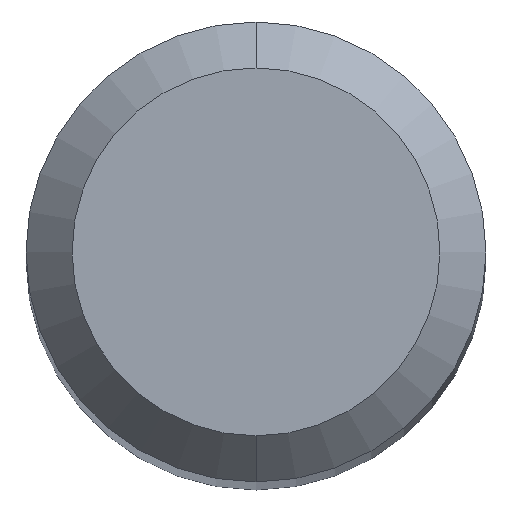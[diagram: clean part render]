
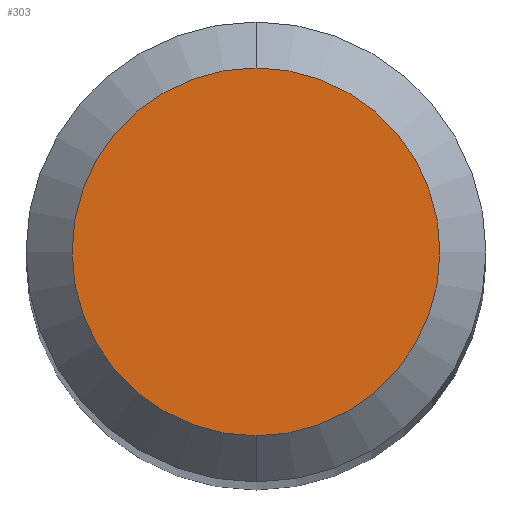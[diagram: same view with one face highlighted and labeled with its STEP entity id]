
A CAD part, top view. The second image highlights one B-rep face of the part: STEP entity #303.
In plain terms, the highlighted planar face has unit normal (0, 0, 1).
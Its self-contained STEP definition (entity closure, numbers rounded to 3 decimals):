
#241=EDGE_CURVE('',#367,#419,#552,.T.);
#303=ADVANCED_FACE('',(#619),#620,.T.);
#329=EDGE_CURVE('',#419,#367,#652,.T.);
#367=VERTEX_POINT('',#694);
#419=VERTEX_POINT('',#750);
#552=CIRCLE('',#952,1.2);
#619=FACE_OUTER_BOUND('',#1089,.T.);
#620=PLANE('',#1090);
#652=CIRCLE('',#1127,1.2);
#694=CARTESIAN_POINT('',(0.,-1.2,0.0));
#750=CARTESIAN_POINT('',(0.0,1.2,0.0));
#952=AXIS2_PLACEMENT_3D('',#1513,#1514,#1515);
#1089=EDGE_LOOP('',(#1575,#1576));
#1090=AXIS2_PLACEMENT_3D('',#1577,#1578,#1579);
#1127=AXIS2_PLACEMENT_3D('',#1641,#1642,#1643);
#1513=CARTESIAN_POINT('',(0.0,0.0,0.0));
#1514=DIRECTION('',(0.0,0.0,-1.0));
#1515=DIRECTION('',(0.0,1.0,0.0));
#1575=ORIENTED_EDGE('',*,*,#329,.F.);
#1576=ORIENTED_EDGE('',*,*,#241,.F.);
#1577=CARTESIAN_POINT('',(0.0,0.6,0.0));
#1578=DIRECTION('',(-0.0,0.0,1.0));
#1579=DIRECTION('',(0.0,-1.0,0.0));
#1641=CARTESIAN_POINT('',(0.0,0.0,0.0));
#1642=DIRECTION('',(0.0,0.0,-1.0));
#1643=DIRECTION('',(0.0,1.0,0.0));
